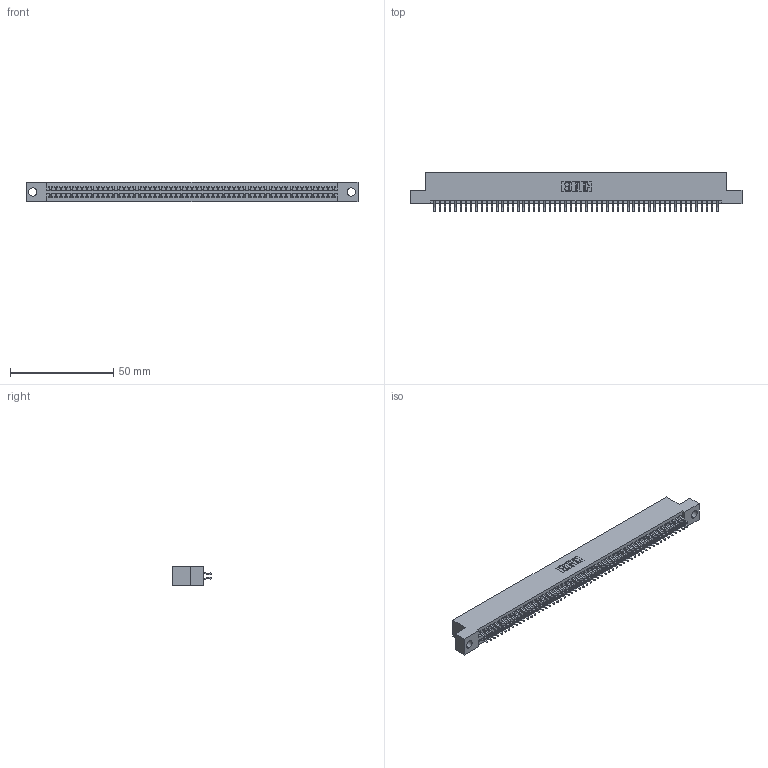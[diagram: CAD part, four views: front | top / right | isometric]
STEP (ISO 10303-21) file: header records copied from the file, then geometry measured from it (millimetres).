
FILE_DESCRIPTION (( 'STEP AP203' ), '1' );
FILE_NAME ('345-110-556-204.STEP', '2018-10-07T11:49:21', ( '' ), ( '' ), 'SwSTEP 2.0', 'SolidWorks 2016', '' );
FILE_SCHEMA (( 'CONFIG_CONTROL_DESIGN' ));
Length unit declared in the file: inch
Products named in the file (3): 345-110-556-204; 345 Part_Flush Mounting Lugs - 0.156 Dia-TH; 345-292-001_556 Tail
Assembly tree (111 placements, depth 2):
  345-110-556-204
    345 Part_Flush Mounting Lugs - 0.156 Dia-TH
    345-292-001_556 Tail  x110
Bounding box: 160.91 x 19.24 x 9.4 mm (x, y, z)
Volume: 15659.3 mm3; surface area: 23117.8 mm2
Topology: 111 solids, 111 shells, 6286 faces, 18711 edges, 12326 vertices
Faces by surface type: plane 4150, cylinder 2136
Entity records: 41627 total; most frequent: CARTESIAN_POINT 6980, ORIENTED_EDGE 6902, DIRECTION 6127, EDGE_CURVE 3451, LINE 3091, VECTOR 3091, VERTEX_POINT 2298, AXIS2_PLACEMENT_3D 1518
